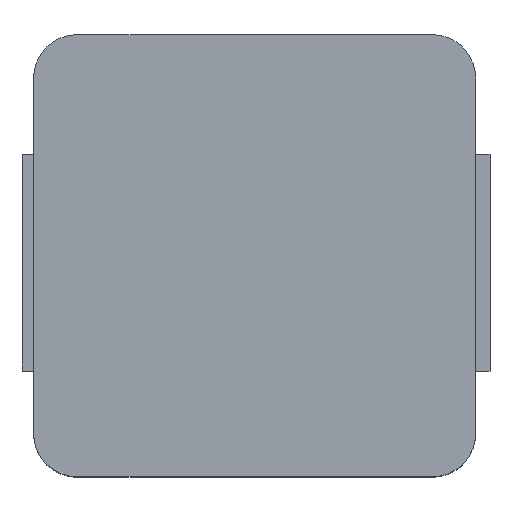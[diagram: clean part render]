
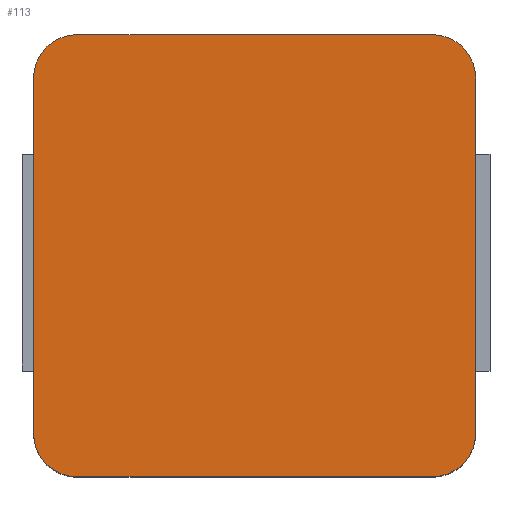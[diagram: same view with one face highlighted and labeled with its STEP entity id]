
A CAD part, top view. The second image highlights one B-rep face of the part: STEP entity #113.
In plain terms, the highlighted planar face has unit normal (0, 0, 1).
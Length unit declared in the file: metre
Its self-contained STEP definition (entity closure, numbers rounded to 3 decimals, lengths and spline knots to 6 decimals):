
#113 = ADVANCED_FACE( '', ( #201 ), #202, .T. );
#201 = FACE_OUTER_BOUND( '', #281, .T. );
#202 = PLANE( '', #282 );
#281 = EDGE_LOOP( '', ( #364, #365, #366, #367, #368, #369, #370, #371 ) );
#282 = AXIS2_PLACEMENT_3D( '', #372, #373, #374 );
#364 = ORIENTED_EDGE( '', *, *, #539, .F. );
#365 = ORIENTED_EDGE( '', *, *, #540, .T. );
#366 = ORIENTED_EDGE( '', *, *, #541, .T. );
#367 = ORIENTED_EDGE( '', *, *, #542, .T. );
#368 = ORIENTED_EDGE( '', *, *, #543, .T. );
#369 = ORIENTED_EDGE( '', *, *, #544, .T. );
#370 = ORIENTED_EDGE( '', *, *, #545, .F. );
#371 = ORIENTED_EDGE( '', *, *, #546, .T. );
#372 = CARTESIAN_POINT( '', ( 0., 0.000013, 0.005004 ) );
#373 = DIRECTION( '', ( 0., 0., 1. ) );
#374 = DIRECTION( '', ( 1., 0., 0. ) );
#539 = EDGE_CURVE( '', #619, #620, #621, .T. );
#540 = EDGE_CURVE( '', #619, #622, #623, .T. );
#541 = EDGE_CURVE( '', #622, #624, #625, .T. );
#542 = EDGE_CURVE( '', #624, #626, #627, .T. );
#543 = EDGE_CURVE( '', #626, #628, #629, .T. );
#544 = EDGE_CURVE( '', #628, #630, #631, .T. );
#545 = EDGE_CURVE( '', #632, #630, #633, .T. );
#546 = EDGE_CURVE( '', #632, #620, #634, .T. );
#619 = VERTEX_POINT( '', #732 );
#620 = VERTEX_POINT( '', #733 );
#621 = LINE( '', #734, #735 );
#622 = VERTEX_POINT( '', #736 );
#623 = CIRCLE( '', #737, 0.000635 );
#624 = VERTEX_POINT( '', #738 );
#625 = LINE( '', #739, #740 );
#626 = VERTEX_POINT( '', #741 );
#627 = CIRCLE( '', #742, 0.000635 );
#628 = VERTEX_POINT( '', #743 );
#629 = LINE( '', #744, #745 );
#630 = VERTEX_POINT( '', #746 );
#631 = CIRCLE( '', #747, 0.000635 );
#632 = VERTEX_POINT( '', #748 );
#633 = LINE( '', #749, #750 );
#634 = CIRCLE( '', #751, 0.000635 );
#732 = CARTESIAN_POINT( '', ( -0.002604, 0.003251, 0.005004 ) );
#733 = CARTESIAN_POINT( '', ( 0.002604, 0.003251, 0.005004 ) );
#734 = CARTESIAN_POINT( '', ( 0., 0.003251, 0.005004 ) );
#735 = VECTOR( '', #849, 1. );
#736 = CARTESIAN_POINT( '', ( -0.003239, 0.002616, 0.005004 ) );
#737 = AXIS2_PLACEMENT_3D( '', #850, #851, #852 );
#738 = CARTESIAN_POINT( '', ( -0.003239, -0.002591, 0.005004 ) );
#739 = CARTESIAN_POINT( '', ( -0.003239, 0.000013, 0.005004 ) );
#740 = VECTOR( '', #853, 1. );
#741 = CARTESIAN_POINT( '', ( -0.002604, -0.003226, 0.005004 ) );
#742 = AXIS2_PLACEMENT_3D( '', #854, #855, #856 );
#743 = CARTESIAN_POINT( '', ( 0.002604, -0.003226, 0.005004 ) );
#744 = CARTESIAN_POINT( '', ( 0., -0.003226, 0.005004 ) );
#745 = VECTOR( '', #857, 1. );
#746 = CARTESIAN_POINT( '', ( 0.003239, -0.002591, 0.005004 ) );
#747 = AXIS2_PLACEMENT_3D( '', #858, #859, #860 );
#748 = CARTESIAN_POINT( '', ( 0.003239, 0.002616, 0.005004 ) );
#749 = CARTESIAN_POINT( '', ( 0.003239, 0.000013, 0.005004 ) );
#750 = VECTOR( '', #861, 1. );
#751 = AXIS2_PLACEMENT_3D( '', #862, #863, #864 );
#849 = DIRECTION( '', ( 1., 0., 0. ) );
#850 = CARTESIAN_POINT( '', ( -0.002604, 0.002616, 0.005004 ) );
#851 = DIRECTION( '', ( 0., 0., 1. ) );
#852 = DIRECTION( '', ( 1., 0., 0. ) );
#853 = DIRECTION( '', ( 0., -1., 0. ) );
#854 = CARTESIAN_POINT( '', ( -0.002604, -0.002591, 0.005004 ) );
#855 = DIRECTION( '', ( 0., 0., 1. ) );
#856 = DIRECTION( '', ( 1., 0., 0. ) );
#857 = DIRECTION( '', ( 1., 0., 0. ) );
#858 = CARTESIAN_POINT( '', ( 0.002604, -0.002591, 0.005004 ) );
#859 = DIRECTION( '', ( 0., 0., 1. ) );
#860 = DIRECTION( '', ( 1., 0., 0. ) );
#861 = DIRECTION( '', ( 0., -1., 0. ) );
#862 = CARTESIAN_POINT( '', ( 0.002604, 0.002616, 0.005004 ) );
#863 = DIRECTION( '', ( 0., 0., 1. ) );
#864 = DIRECTION( '', ( 1., 0., 0. ) );
